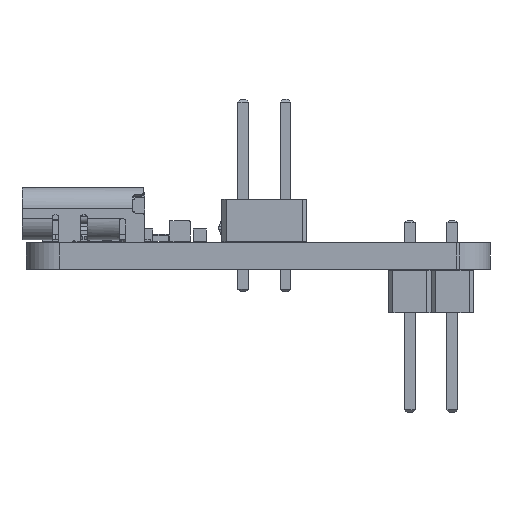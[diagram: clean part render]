
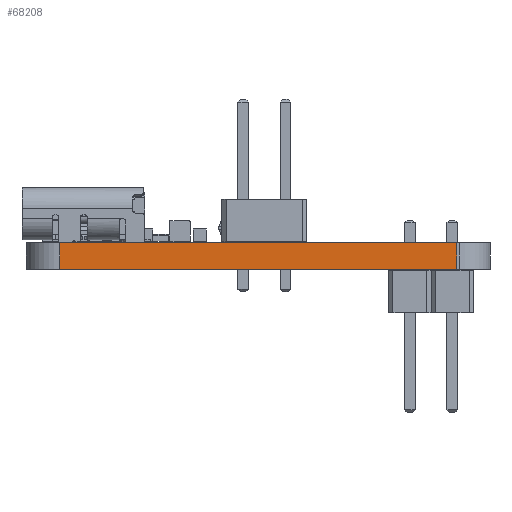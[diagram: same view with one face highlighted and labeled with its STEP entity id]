
A CAD part, left-side view. The second image highlights one B-rep face of the part: STEP entity #68208.
In plain terms, the highlighted planar face has unit normal (-1, 0, 0).
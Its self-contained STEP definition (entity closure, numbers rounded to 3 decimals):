
#66987 = VERTEX_POINT('',#66988);
#66988 = CARTESIAN_POINT('',(134.6,-74.,0.));
#66995 = EDGE_CURVE('',#66996,#66987,#66998,.T.);
#66996 = VERTEX_POINT('',#66997);
#66997 = CARTESIAN_POINT('',(134.6,-97.8,0.));
#66998 = LINE('',#66999,#67000);
#66999 = CARTESIAN_POINT('',(134.6,-97.8,0.));
#67000 = VECTOR('',#67001,1.);
#67001 = DIRECTION('',(0.,1.,0.));
#67571 = VERTEX_POINT('',#67572);
#67572 = CARTESIAN_POINT('',(134.6,-74.,1.6));
#67579 = EDGE_CURVE('',#67580,#67571,#67582,.T.);
#67580 = VERTEX_POINT('',#67581);
#67581 = CARTESIAN_POINT('',(134.6,-97.8,1.6));
#67582 = LINE('',#67583,#67584);
#67583 = CARTESIAN_POINT('',(134.6,-97.8,1.6));
#67584 = VECTOR('',#67585,1.);
#67585 = DIRECTION('',(0.,1.,0.));
#68178 = EDGE_CURVE('',#66987,#67571,#68179,.T.);
#68179 = LINE('',#68180,#68181);
#68180 = CARTESIAN_POINT('',(134.6,-74.,0.));
#68181 = VECTOR('',#68182,1.);
#68182 = DIRECTION('',(0.,0.,1.));
#68208 = ADVANCED_FACE('',(#68209),#68220,.T.);
#68209 = FACE_BOUND('',#68210,.T.);
#68210 = EDGE_LOOP('',(#68211,#68217,#68218,#68219));
#68211 = ORIENTED_EDGE('',*,*,#68212,.T.);
#68212 = EDGE_CURVE('',#66996,#67580,#68213,.T.);
#68213 = LINE('',#68214,#68215);
#68214 = CARTESIAN_POINT('',(134.6,-97.8,0.));
#68215 = VECTOR('',#68216,1.);
#68216 = DIRECTION('',(0.,0.,1.));
#68217 = ORIENTED_EDGE('',*,*,#67579,.T.);
#68218 = ORIENTED_EDGE('',*,*,#68178,.F.);
#68219 = ORIENTED_EDGE('',*,*,#66995,.F.);
#68220 = PLANE('',#68221);
#68221 = AXIS2_PLACEMENT_3D('',#68222,#68223,#68224);
#68222 = CARTESIAN_POINT('',(134.6,-97.8,0.));
#68223 = DIRECTION('',(-1.,0.,0.));
#68224 = DIRECTION('',(0.,1.,0.));
